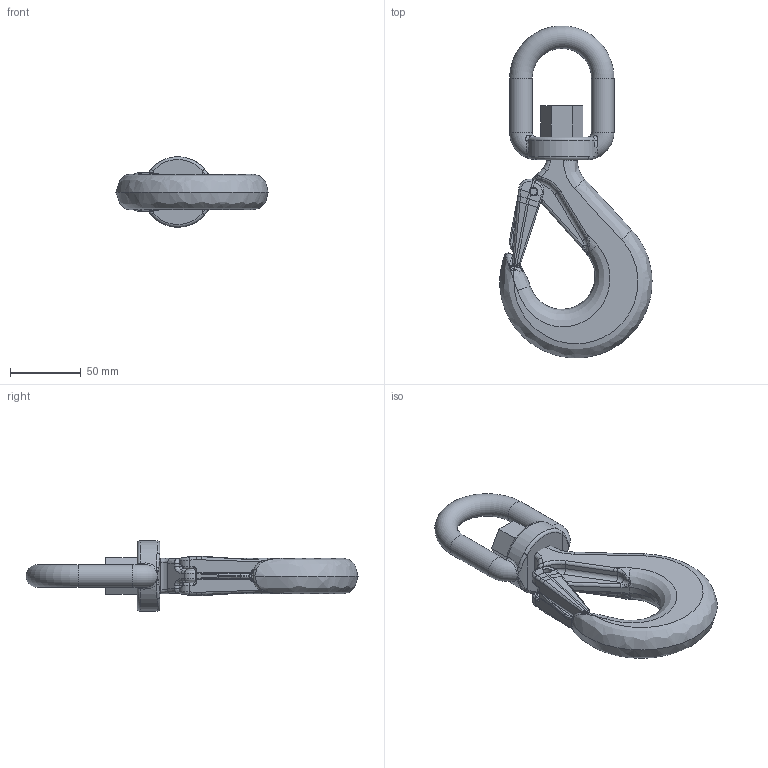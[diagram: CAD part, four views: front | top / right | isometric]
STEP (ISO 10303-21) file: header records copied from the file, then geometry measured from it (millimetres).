
FILE_DESCRIPTION(/* description */ (''),/* implementation_level */ '2;1');
FILE_NAME(/* name */ 'WSBW_10.stp',/* time_stamp */ '2012-01-16T14:59:46+01:00',/* author */ (''),/* organization */ (''),/* preprocessor_version */ 'ST-DEVELOPER v11',/* originating_system */ 'SIEMENS PLM Software NX 7.5',/* authorisation */ '');
FILE_SCHEMA (('AUTOMOTIVE_DESIGN { 1 0 10303 214 1 1 1 1 }'));
Length unit declared in the file: millimetre
Products named in the file (1): kse0904vwzr
Bounding box: 107.86 x 235.4 x 50 mm (x, y, z)
Volume: 265773.7 mm3; surface area: 59381.5 mm2
Topology: 7 solids, 7 shells, 612 faces, 1509 edges, 893 vertices
Faces by surface type: bspline 234, cylinder 194, plane 136, torus 35, sphere 10, cone 3
Full cylindrical faces by diameter (mm): 5 x2, 6 x4, 7 x2, 16 x2, 16.4 x1, 18 x3, 20 x2, 30 x2
Entity records: 24881 total; most frequent: CARTESIAN_POINT 12238, ORIENTED_EDGE 2906, DIRECTION 2286, EDGE_CURVE 1453, AXIS2_PLACEMENT_3D 933, VERTEX_POINT 883, EDGE_LOOP 658, ADVANCED_FACE 612
